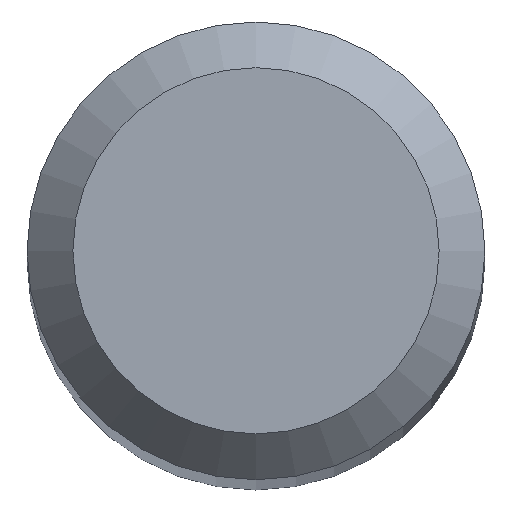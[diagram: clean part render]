
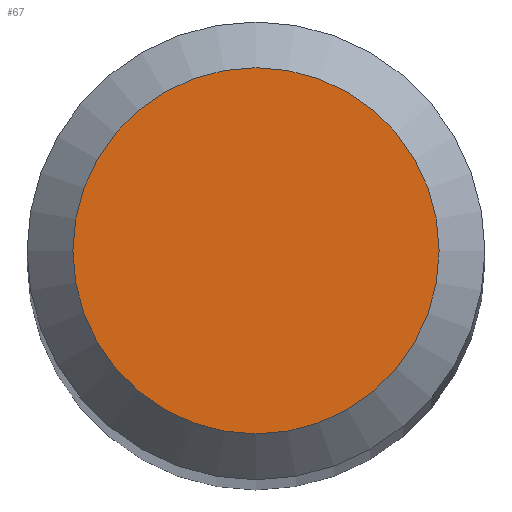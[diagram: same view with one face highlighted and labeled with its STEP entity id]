
A CAD part, top view. The second image highlights one B-rep face of the part: STEP entity #67.
In plain terms, the highlighted planar face has unit normal (0, 0, 1).
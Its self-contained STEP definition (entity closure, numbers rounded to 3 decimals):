
#15 = AXIS2_PLACEMENT_3D ( 'NONE', #221, #220, #139 ) ;
#27 = DIRECTION ( 'NONE',  ( 0., 1., 0. ) ) ;
#42 = CARTESIAN_POINT ( 'NONE',  ( 0., 0., 38. ) ) ;
#45 = PLANE ( 'NONE',  #15 ) ;
#65 = ORIENTED_EDGE ( 'NONE', *, *, #96, .F. ) ;
#67 = ADVANCED_FACE ( 'NONE', ( #134 ), #45, .F. ) ;
#96 = EDGE_CURVE ( 'NONE', #176, #176, #160, .T. ) ;
#134 = FACE_OUTER_BOUND ( 'NONE', #212, .T. ) ;
#139 = DIRECTION ( 'NONE',  ( 0., 1., 0. ) ) ;
#160 = CIRCLE ( 'NONE', #181, 0.8 ) ;
#170 = DIRECTION ( 'NONE',  ( 0., 0., -1. ) ) ;
#174 = CARTESIAN_POINT ( 'NONE',  ( 0., 0.8, 38. ) ) ;
#176 = VERTEX_POINT ( 'NONE', #174 ) ;
#181 = AXIS2_PLACEMENT_3D ( 'NONE', #42, #170, #27 ) ;
#212 = EDGE_LOOP ( 'NONE', ( #65 ) ) ;
#220 = DIRECTION ( 'NONE',  ( 0., 0., -1. ) ) ;
#221 = CARTESIAN_POINT ( 'NONE',  ( 0., 0., 38. ) ) ;
